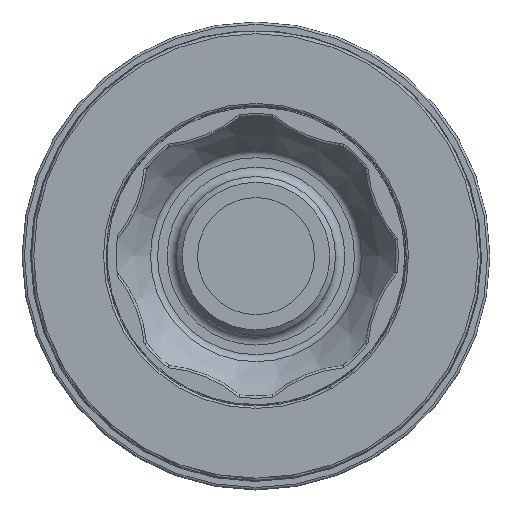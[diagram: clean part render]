
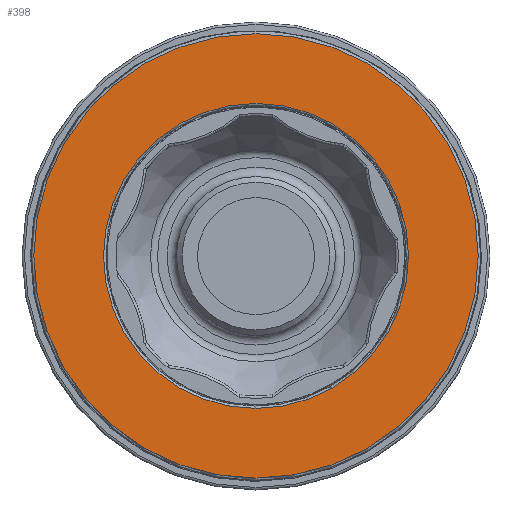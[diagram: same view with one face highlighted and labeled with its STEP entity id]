
A CAD part, top view. The second image highlights one B-rep face of the part: STEP entity #398.
In plain terms, the highlighted planar face has unit normal (0, 0, 1).
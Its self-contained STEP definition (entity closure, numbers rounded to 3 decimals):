
#398 = ADVANCED_FACE( '', ( #1267, #1268 ), #1269, .F. );
#1267 = FACE_OUTER_BOUND( '', #2461, .T. );
#1268 = FACE_BOUND( '', #2462, .T. );
#1269 = PLANE( '', #2463 );
#2461 = EDGE_LOOP( '', ( #5953 ) );
#2462 = EDGE_LOOP( '', ( #5954 ) );
#2463 = AXIS2_PLACEMENT_3D( '', #5955, #5956, #5957 );
#5953 = ORIENTED_EDGE( '', *, *, #8646, .T. );
#5954 = ORIENTED_EDGE( '', *, *, #8203, .T. );
#5955 = CARTESIAN_POINT( '', ( 0., 48., 38.57 ) );
#5956 = DIRECTION( '', ( 0., 0., -1. ) );
#5957 = DIRECTION( '', ( 0., -1., 0. ) );
#8203 = EDGE_CURVE( '', #10384, #10384, #10385, .T. );
#8646 = EDGE_CURVE( '', #11069, #11069, #11070, .T. );
#10384 = VERTEX_POINT( '', #15646 );
#10385 = CIRCLE( '', #15647, 32.6 );
#11069 = VERTEX_POINT( '', #17329 );
#11070 = CIRCLE( '', #17330, 47.5 );
#15646 = CARTESIAN_POINT( '', ( -32.6, 0., 38.57 ) );
#15647 = AXIS2_PLACEMENT_3D( '', #19003, #19004, #19005 );
#17329 = CARTESIAN_POINT( '', ( -47.5, 0., 38.57 ) );
#17330 = AXIS2_PLACEMENT_3D( '', #19731, #19732, #19733 );
#19003 = CARTESIAN_POINT( '', ( 0., 0., 38.57 ) );
#19004 = DIRECTION( '', ( 0., 0., -1. ) );
#19005 = DIRECTION( '', ( -1., 0., 0. ) );
#19731 = CARTESIAN_POINT( '', ( 0., 0., 38.57 ) );
#19732 = DIRECTION( '', ( 0., 0., 1. ) );
#19733 = DIRECTION( '', ( -1., 0., 0. ) );
